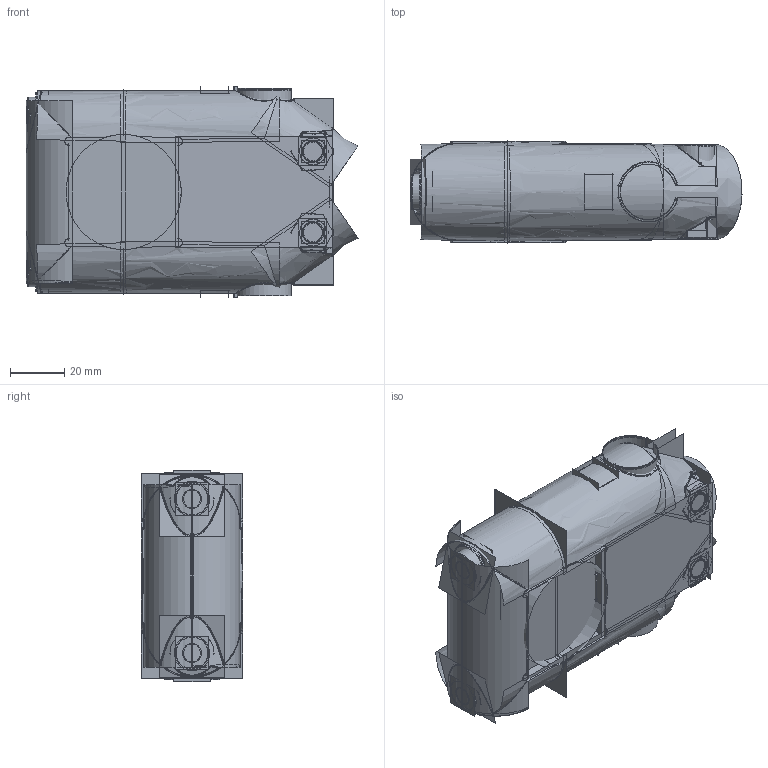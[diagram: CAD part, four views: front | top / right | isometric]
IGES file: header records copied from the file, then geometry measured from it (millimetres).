
Start section:  PTC IGES file: part786-621783_asm.igs
Global section: file name: part786-621783_asm.igs; native system: Pro/ENGINEER by Parametric Technology Corporation; preprocessor: 2005310; author: RCRU23; organization: Unknown; date: 080128.104759; units: millimetre
Bounding box: 122.75 x 37.64 x 78.03 mm (x, y, z)
Surface area: 346956.7 mm2 (no closed solid volume)
Topology: 0 solids, 0 shells, 1633 faces, 22819 edges, 29887 vertices
Faces by surface type: bspline 824, revolution 809
